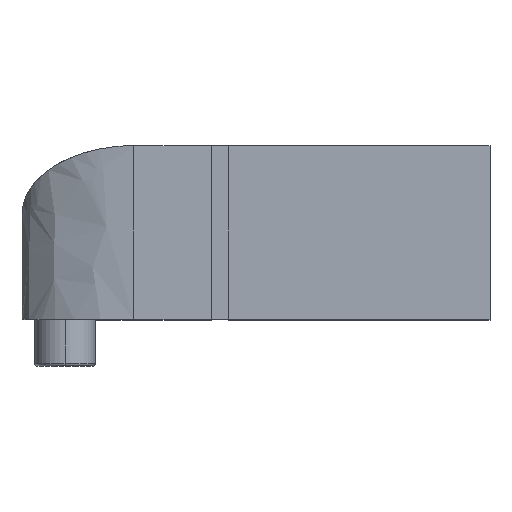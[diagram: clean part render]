
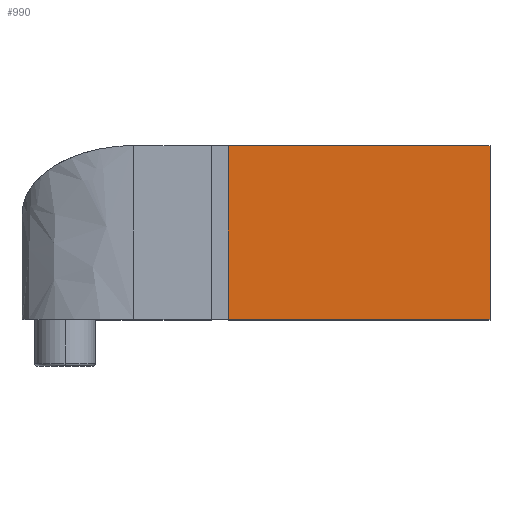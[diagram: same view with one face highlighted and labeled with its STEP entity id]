
A CAD part, top view. The second image highlights one B-rep face of the part: STEP entity #990.
In plain terms, the highlighted planar face has unit normal (0, 0, 1).
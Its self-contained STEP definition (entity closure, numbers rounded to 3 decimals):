
#437 = DIRECTION ( 'NONE',  ( 0., -1., 0. ) ) ;
#528 = ORIENTED_EDGE ( 'NONE', *, *, #968, .F. ) ;
#738 = CARTESIAN_POINT ( 'NONE',  ( -1.6, 10.1, 10.35 ) ) ;
#741 = DIRECTION ( 'NONE',  ( 1., 0., 0. ) ) ;
#785 = LINE ( 'NONE', #1544, #3148 ) ;
#845 = CARTESIAN_POINT ( 'NONE',  ( -1.6, 0., 10.35 ) ) ;
#968 = EDGE_CURVE ( 'NONE', #3885, #4697, #785, .T. ) ;
#990 = ADVANCED_FACE ( 'NONE', ( #2625 ), #4137, .F. ) ;
#1147 = LINE ( 'NONE', #2147, #4462 ) ;
#1151 = VERTEX_POINT ( 'NONE', #2491 ) ;
#1160 = AXIS2_PLACEMENT_3D ( 'NONE', #2743, #1191, #3150 ) ;
#1191 = DIRECTION ( 'NONE',  ( 0., 0., -1. ) ) ;
#1544 = CARTESIAN_POINT ( 'NONE',  ( 0., 10.1, 10.35 ) ) ;
#1604 = VERTEX_POINT ( 'NONE', #845 ) ;
#1980 = CARTESIAN_POINT ( 'NONE',  ( 13.6, 10.1, 10.35 ) ) ;
#2147 = CARTESIAN_POINT ( 'NONE',  ( 0., 0., 10.35 ) ) ;
#2279 = LINE ( 'NONE', #1980, #3995 ) ;
#2423 = DIRECTION ( 'NONE',  ( 0., -1., 0. ) ) ;
#2475 = ORIENTED_EDGE ( 'NONE', *, *, #4686, .F. ) ;
#2491 = CARTESIAN_POINT ( 'NONE',  ( 13.6, 0., 10.35 ) ) ;
#2625 = FACE_OUTER_BOUND ( 'NONE', #4171, .T. ) ;
#2660 = CARTESIAN_POINT ( 'NONE',  ( 13.6, 10.1, 10.35 ) ) ;
#2707 = VECTOR ( 'NONE', #2423, 1000. ) ;
#2743 = CARTESIAN_POINT ( 'NONE',  ( 0., 10.1, 10.35 ) ) ;
#3037 = ORIENTED_EDGE ( 'NONE', *, *, #3273, .T. ) ;
#3148 = VECTOR ( 'NONE', #741, 1000. ) ;
#3150 = DIRECTION ( 'NONE',  ( -1., 0., 0. ) ) ;
#3273 = EDGE_CURVE ( 'NONE', #3885, #1604, #3513, .T. ) ;
#3513 = LINE ( 'NONE', #3598, #2707 ) ;
#3598 = CARTESIAN_POINT ( 'NONE',  ( -1.6, 10.1, 10.35 ) ) ;
#3760 = EDGE_CURVE ( 'NONE', #1604, #1151, #1147, .T. ) ;
#3885 = VERTEX_POINT ( 'NONE', #738 ) ;
#3995 = VECTOR ( 'NONE', #437, 1000. ) ;
#4137 = PLANE ( 'NONE',  #1160 ) ;
#4171 = EDGE_LOOP ( 'NONE', ( #4590, #2475, #528, #3037 ) ) ;
#4462 = VECTOR ( 'NONE', #4791, 1000. ) ;
#4590 = ORIENTED_EDGE ( 'NONE', *, *, #3760, .T. ) ;
#4686 = EDGE_CURVE ( 'NONE', #4697, #1151, #2279, .T. ) ;
#4697 = VERTEX_POINT ( 'NONE', #2660 ) ;
#4791 = DIRECTION ( 'NONE',  ( 1., 0., 0. ) ) ;
